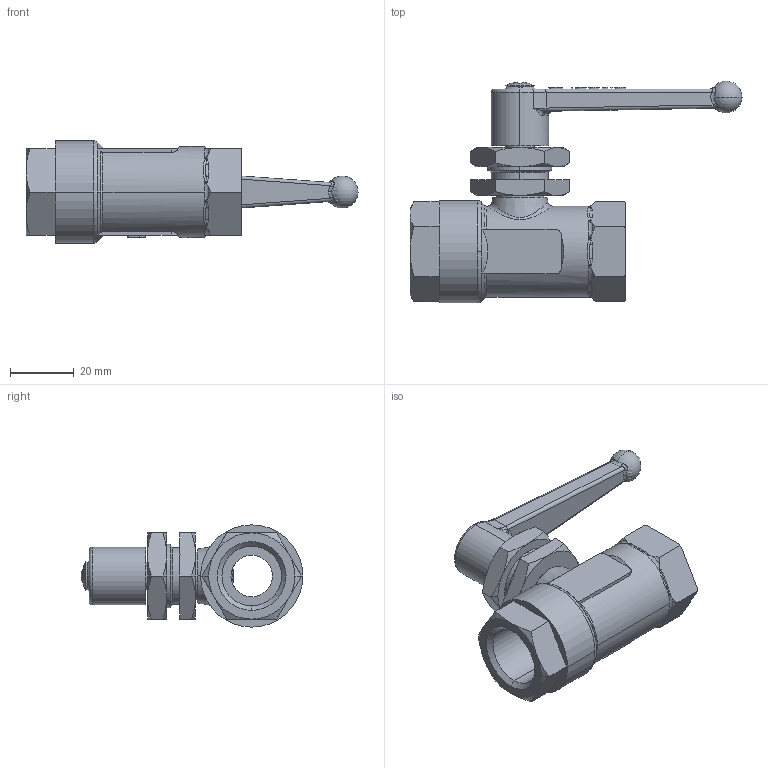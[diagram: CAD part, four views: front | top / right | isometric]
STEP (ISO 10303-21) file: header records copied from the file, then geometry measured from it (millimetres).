
FILE_DESCRIPTION(('STEP AP214'),'1');
FILE_NAME('0446_13_21.stp','2016-07-07T14:23:48',('TraceParts'),('TraceParts S.A.'),'Spatial InterOp 3D',' ',' ');
FILE_SCHEMA(('automotive_design'));
Length unit declared in the file: millimetre
Products named in the file (16): 0446-13-21_asm|30957-01_ASM:1#30957-01_ASM|30957-01:1#30957-01;30957-01; 0446-13-21_asm|30957-01_ASM:1#30957-01_ASM|30957-01:1#30957-01;30957-01_1; 0446-13-21_asm|30957-01_ASM:1#30957-01_ASM|30957-01:2#30957-01;30957-01; 0446-13-21_asm|30957-01_ASM:1#30957-01_ASM|30957-01:2#30957-01;30957-01_1; 0446-13-21_asm|30951-220:1#30951-220;30951-220; 0446-13-21_asm|30933-92:1#30933-92;30933-92; 0446-13-21_asm|30956-77:1#30956-77;30956-77; 0446-13-21_asm|22652_22-6_17-5_2-13:1#22652_22-6_17-5_2-13;22652_22-6_17-5_2-13; 0446-13-21_asm|22652_22-6_17-5_2-13:2#22652_22-6_17-5_2-13;22652_22-6_17-5_2-13; 0446-13-21_asm|30952:1#30952;30952; 0446-13-21_asm|29014-24-REN_ASM_5_8-27_2-8:1#29014-24-REN_ASM_5_8-27_2-8;29014-24-REN_ASM_5_8-27_2-8; 0446-13-21_asm|31787-20:1#31787-20;31787-20; 0446-13-21_asm|22192:1#22192;22192; 0446-13-21_asm|31304-52:1#31304-52;31304-52; 0446-13-21_asm|22973:1#22973;22973; 0446-13-21_asm|31583-10:1#31583-10;31583-10
Bounding box: 103.9 x 69.36 x 32 mm (x, y, z)
Volume: 46561.1 mm3; surface area: 31014.5 mm2
Topology: 16 solids, 16 shells, 736 faces, 1877 edges, 1191 vertices
Faces by surface type: plane 368, cylinder 145, cone 111, bspline 71, torus 34, sphere 7
Entity records: 33349 total; most frequent: CARTESIAN_POINT 9644, ORIENTED_EDGE 3730, DIRECTION 3569, EDGE_CURVE 1865, AXIS2_PLACEMENT_3D 1272, VERTEX_POINT 1191, LINE 1025, VECTOR 1025
